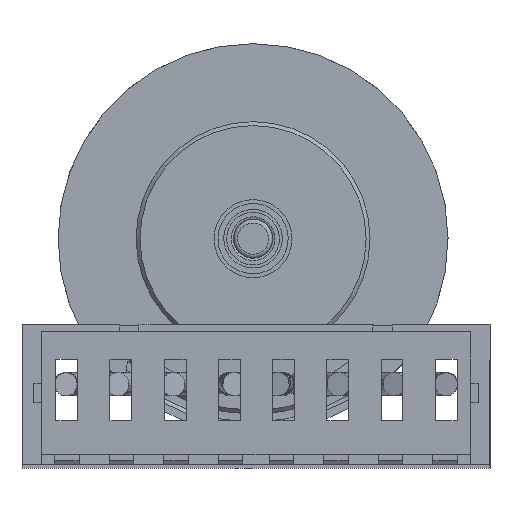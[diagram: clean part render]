
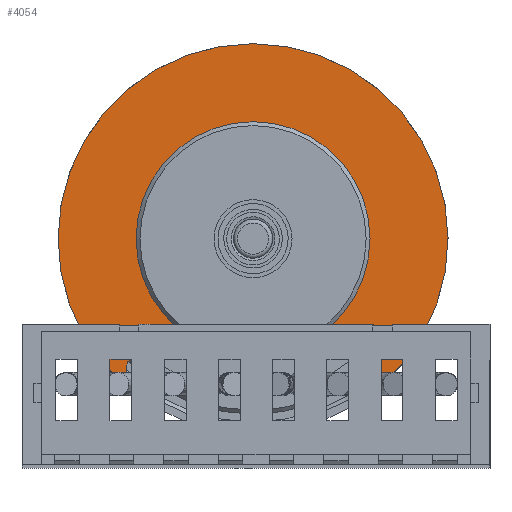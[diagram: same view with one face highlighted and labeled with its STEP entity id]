
A CAD part, front view. The second image highlights one B-rep face of the part: STEP entity #4054.
In plain terms, the highlighted planar face has unit normal (0, -1, 0).
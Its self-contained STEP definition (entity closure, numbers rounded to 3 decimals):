
#236 = CIRCLE ( 'NONE', #10562, 0.3 ) ;
#375 = EDGE_CURVE ( 'NONE', #4910, #4910, #2557, .T. ) ;
#439 = CARTESIAN_POINT ( 'NONE',  ( 3., 0., 0. ) ) ;
#578 = AXIS2_PLACEMENT_3D ( 'NONE', #7363, #4338, #6333 ) ;
#904 = CARTESIAN_POINT ( 'NONE',  ( 3., 0., 3.25 ) ) ;
#991 = DIRECTION ( 'NONE',  ( 0., 1., 0. ) ) ;
#1099 = VECTOR ( 'NONE', #3496, 1000. ) ;
#1265 = EDGE_LOOP ( 'NONE', ( #7321, #12383, #6766, #7335, #9436, #10420, #5220, #2746 ) ) ;
#1365 = DIRECTION ( 'NONE',  ( 0., 0., 1. ) ) ;
#1433 = VERTEX_POINT ( 'NONE', #5469 ) ;
#1485 = FACE_OUTER_BOUND ( 'NONE', #1265, .T. ) ;
#1559 = DIRECTION ( 'NONE',  ( 0., 0., -1. ) ) ;
#1567 = VECTOR ( 'NONE', #10043, 1000. ) ;
#1952 = CIRCLE ( 'NONE', #5904, 0.3 ) ;
#2265 = LINE ( 'NONE', #6453, #3536 ) ;
#2557 = CIRCLE ( 'NONE', #578, 3. ) ;
#2746 = ORIENTED_EDGE ( 'NONE', *, *, #9057, .T. ) ;
#2780 = DIRECTION ( 'NONE',  ( 0., -1., 0. ) ) ;
#2784 = DIRECTION ( 'NONE',  ( 0., 1., 0. ) ) ;
#2885 = CARTESIAN_POINT ( 'NONE',  ( -3.3, 0., -3.25 ) ) ;
#3246 = VERTEX_POINT ( 'NONE', #11932 ) ;
#3496 = DIRECTION ( 'NONE',  ( 1., 0., 0. ) ) ;
#3536 = VECTOR ( 'NONE', #1365, 1000. ) ;
#3620 = CARTESIAN_POINT ( 'NONE',  ( 0., 0., 0. ) ) ;
#4054 = ADVANCED_FACE ( 'NONE', ( #1485 ), #9855, .T. ) ;
#4338 = DIRECTION ( 'NONE',  ( 0., -1., 0. ) ) ;
#4653 = CARTESIAN_POINT ( 'NONE',  ( -3., 0., 2.95 ) ) ;
#4910 = VERTEX_POINT ( 'NONE', #8442 ) ;
#5220 = ORIENTED_EDGE ( 'NONE', *, *, #8609, .F. ) ;
#5325 = CARTESIAN_POINT ( 'NONE',  ( -3.3, 0., -2.95 ) ) ;
#5469 = CARTESIAN_POINT ( 'NONE',  ( -3.8, 0., 3.25 ) ) ;
#5701 = VERTEX_POINT ( 'NONE', #9898 ) ;
#5833 = VERTEX_POINT ( 'NONE', #7264 ) ;
#5904 = AXIS2_PLACEMENT_3D ( 'NONE', #8120, #2784, #9095 ) ;
#6333 = DIRECTION ( 'NONE',  ( 0., 0., -1. ) ) ;
#6406 = EDGE_CURVE ( 'NONE', #5701, #1433, #10770, .T. ) ;
#6453 = CARTESIAN_POINT ( 'NONE',  ( -3., 0., 0. ) ) ;
#6588 = LINE ( 'NONE', #10788, #1099 ) ;
#6766 = ORIENTED_EDGE ( 'NONE', *, *, #9341, .F. ) ;
#6776 = DIRECTION ( 'NONE',  ( 0., -1., 0. ) ) ;
#7264 = CARTESIAN_POINT ( 'NONE',  ( -3., 0., -2.95 ) ) ;
#7321 = ORIENTED_EDGE ( 'NONE', *, *, #7417, .F. ) ;
#7335 = ORIENTED_EDGE ( 'NONE', *, *, #12859, .T. ) ;
#7363 = CARTESIAN_POINT ( 'NONE',  ( 0., 0., 0. ) ) ;
#7417 = EDGE_CURVE ( 'NONE', #5701, #8471, #6588, .T. ) ;
#8120 = CARTESIAN_POINT ( 'NONE',  ( -3.3, 0., 2.95 ) ) ;
#8442 = CARTESIAN_POINT ( 'NONE',  ( -3., 0., 0. ) ) ;
#8471 = VERTEX_POINT ( 'NONE', #2885 ) ;
#8609 = EDGE_CURVE ( 'NONE', #5833, #4910, #12473, .T. ) ;
#8774 = EDGE_CURVE ( 'NONE', #4910, #11530, #2265, .T. ) ;
#9057 = EDGE_CURVE ( 'NONE', #5833, #8471, #236, .T. ) ;
#9095 = DIRECTION ( 'NONE',  ( 0., 0., -1. ) ) ;
#9341 = EDGE_CURVE ( 'NONE', #3246, #1433, #12357, .T. ) ;
#9436 = ORIENTED_EDGE ( 'NONE', *, *, #8774, .F. ) ;
#9855 = PLANE ( 'NONE',  #13019 ) ;
#9898 = CARTESIAN_POINT ( 'NONE',  ( -3.8, 0., -3.25 ) ) ;
#10043 = DIRECTION ( 'NONE',  ( -1., 0., 0. ) ) ;
#10261 = DIRECTION ( 'NONE',  ( 0., 0., -1. ) ) ;
#10420 = ORIENTED_EDGE ( 'NONE', *, *, #375, .F. ) ;
#10562 = AXIS2_PLACEMENT_3D ( 'NONE', #5325, #991, #12793 ) ;
#10770 = CIRCLE ( 'NONE', #13612, 5. ) ;
#10788 = CARTESIAN_POINT ( 'NONE',  ( 3., 0., -3.25 ) ) ;
#11530 = VERTEX_POINT ( 'NONE', #4653 ) ;
#11629 = VECTOR ( 'NONE', #13589, 1000. ) ;
#11932 = CARTESIAN_POINT ( 'NONE',  ( -3.3, 0., 3.25 ) ) ;
#12357 = LINE ( 'NONE', #904, #1567 ) ;
#12383 = ORIENTED_EDGE ( 'NONE', *, *, #6406, .T. ) ;
#12473 = LINE ( 'NONE', #12618, #11629 ) ;
#12618 = CARTESIAN_POINT ( 'NONE',  ( -3., 0., 0. ) ) ;
#12793 = DIRECTION ( 'NONE',  ( 0., 0., -1. ) ) ;
#12859 = EDGE_CURVE ( 'NONE', #3246, #11530, #1952, .T. ) ;
#13019 = AXIS2_PLACEMENT_3D ( 'NONE', #439, #2780, #10261 ) ;
#13589 = DIRECTION ( 'NONE',  ( 0., 0., 1. ) ) ;
#13612 = AXIS2_PLACEMENT_3D ( 'NONE', #3620, #6776, #1559 ) ;
